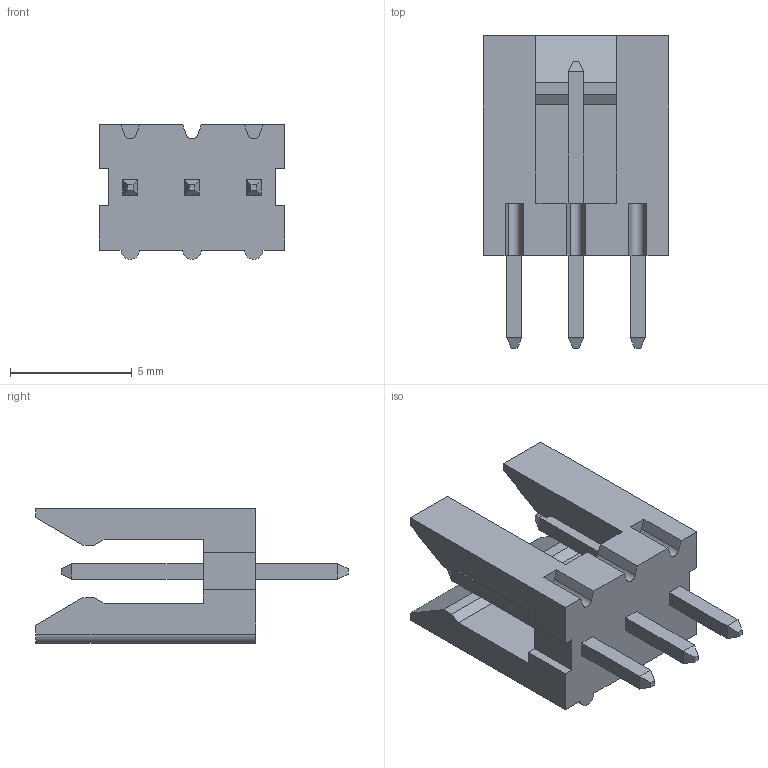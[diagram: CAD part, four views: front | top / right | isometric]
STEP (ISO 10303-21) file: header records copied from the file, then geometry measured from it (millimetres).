
FILE_DESCRIPTION((''),'2;1');
FILE_NAME('69167-X03','2021-10-06T',('XuanM'),('AFCI'),'CREO PARAMETRIC BY PTC INC, 2016130','CREO PARAMETRIC BY PTC INC, 2016130','');
FILE_SCHEMA(('AUTOMOTIVE_DESIGN { 1 0 10303 214 1 1 1 1 }'));
Length unit declared in the file: inch
Products named in the file (1): 69167-X03
Bounding box: 7.62 x 12.85 x 5.54 mm (x, y, z)
Volume: 195.9 mm3; surface area: 429.1 mm2
Topology: 1 solids, 1 shells, 103 faces, 261 edges, 166 vertices
Faces by surface type: plane 97, cylinder 6
Entity records: 4121 total; most frequent: CARTESIAN_POINT 532, ORIENTED_EDGE 522, DIRECTION 479, EDGE_CURVE 261, VECTOR 249, LINE 249, COLOUR_RGB 182, VERTEX_POINT 166
